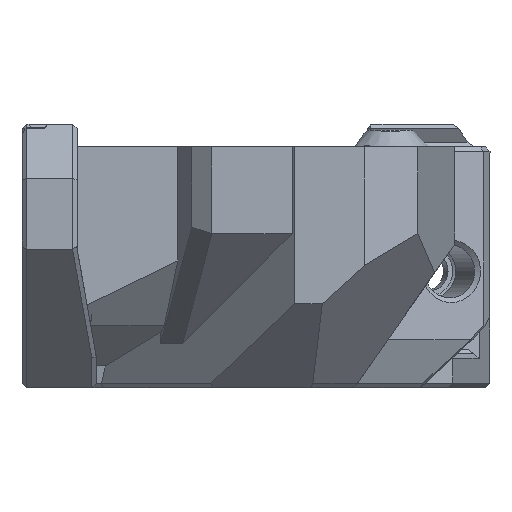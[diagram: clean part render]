
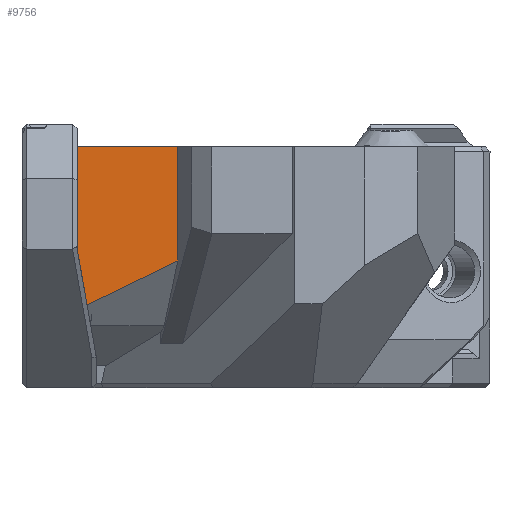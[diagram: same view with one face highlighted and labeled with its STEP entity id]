
A CAD part, left-side view. The second image highlights one B-rep face of the part: STEP entity #9756.
In plain terms, the highlighted planar face has unit normal (-1, 0, 0).
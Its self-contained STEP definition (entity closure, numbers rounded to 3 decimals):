
#1946=ORIENTED_EDGE('',*,*,#4142,.T.);
#1947=ORIENTED_EDGE('',*,*,#4114,.F.);
#1948=ORIENTED_EDGE('',*,*,#4061,.F.);
#1949=ORIENTED_EDGE('',*,*,#4055,.T.);
#1950=ORIENTED_EDGE('',*,*,#4035,.T.);
#4035=EDGE_CURVE('',#5205,#5204,#6147,.T.);
#4055=EDGE_CURVE('',#5221,#5205,#6165,.T.);
#4061=EDGE_CURVE('',#5221,#5226,#6171,.T.);
#4114=EDGE_CURVE('',#5226,#5259,#6223,.T.);
#4142=EDGE_CURVE('',#5204,#5259,#6249,.T.);
#5204=VERTEX_POINT('',#17144);
#5205=VERTEX_POINT('',#17146);
#5221=VERTEX_POINT('',#17191);
#5226=VERTEX_POINT('',#17203);
#5259=VERTEX_POINT('',#17304);
#6147=LINE('',#17145,#7207);
#6165=LINE('',#17190,#7225);
#6171=LINE('',#17202,#7231);
#6223=LINE('',#17303,#7283);
#6249=LINE('',#17358,#7309);
#7207=VECTOR('',#12146,1000.);
#7225=VECTOR('',#12186,1000.);
#7231=VECTOR('',#12194,1000.);
#7283=VECTOR('',#12278,1000.);
#7309=VECTOR('',#12324,1000.);
#8092=EDGE_LOOP('',(#1946,#1947,#1948,#1949,#1950));
#8740=FACE_BOUND('',#8092,.T.);
#9265=PLANE('',#10470);
#9756=ADVANCED_FACE('',(#8740),#9265,.T.);
#10470=AXIS2_PLACEMENT_3D('',#17357,#12322,#12323);
#12146=DIRECTION('',(0.,0.,1.));
#12186=DIRECTION('',(0.,-0.901,0.435));
#12194=DIRECTION('',(0.,0.174,0.985));
#12278=DIRECTION('',(0.,0.,1.));
#12322=DIRECTION('',(-1.,0.,0.));
#12323=DIRECTION('',(0.,-1.,0.));
#12324=DIRECTION('',(0.,1.,0.));
#17144=CARTESIAN_POINT('',(-12.879,3.617,21.3));
#17145=CARTESIAN_POINT('',(-12.879,3.617,16.78));
#17146=CARTESIAN_POINT('',(-12.879,3.617,11.208));
#17190=CARTESIAN_POINT('',(-12.879,-0.426,13.16));
#17191=CARTESIAN_POINT('',(-12.879,11.631,7.34));
#17202=CARTESIAN_POINT('',(-12.879,12.936,14.728));
#17203=CARTESIAN_POINT('',(-12.879,12.5,12.26));
#17303=CARTESIAN_POINT('',(-12.879,12.5,16.78));
#17304=CARTESIAN_POINT('',(-12.879,12.5,21.3));
#17357=CARTESIAN_POINT('',(-12.879,1.321,16.78));
#17358=CARTESIAN_POINT('',(-12.879,1.321,21.3));
